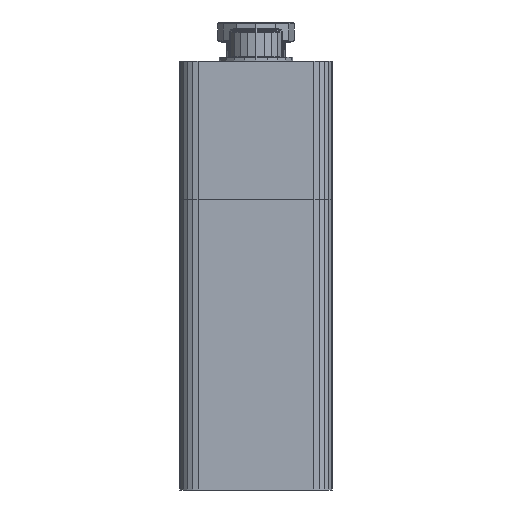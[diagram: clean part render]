
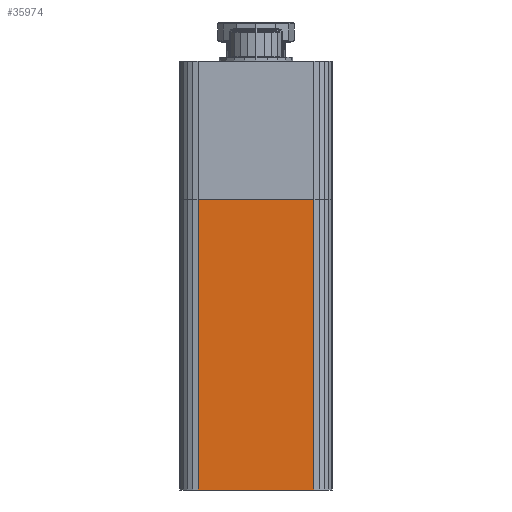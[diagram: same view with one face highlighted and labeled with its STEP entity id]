
A CAD part, left-side view. The second image highlights one B-rep face of the part: STEP entity #35974.
In plain terms, the highlighted planar face has unit normal (-1, 0, 0).
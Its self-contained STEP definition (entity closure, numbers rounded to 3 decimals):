
#27536 = PLANE('',#27537);
#27537 = AXIS2_PLACEMENT_3D('',#27538,#27539,#27540);
#27538 = CARTESIAN_POINT('',(-1.,-16.,0.));
#27539 = DIRECTION('',(-0.,-0.,-1.));
#27540 = DIRECTION('',(-1.,0.,0.));
#27590 = PLANE('',#27591);
#27591 = AXIS2_PLACEMENT_3D('',#27592,#27593,#27594);
#27592 = CARTESIAN_POINT('',(-1.,-16.,
    31.397));
#27593 = DIRECTION('',(0.,0.,1.));
#27594 = DIRECTION('',(0.,1.,-0.));
#31208 = VERTEX_POINT('',#31209);
#31209 = CARTESIAN_POINT('',(-13.75,-22.266,0.));
#31223 = PLANE('',#31224);
#31224 = AXIS2_PLACEMENT_3D('',#31225,#31226,#31227);
#31225 = CARTESIAN_POINT('',(-13.702,-22.566,
    15.698));
#31226 = DIRECTION('',(-0.987,-0.158,-0.));
#31227 = DIRECTION('',(0.158,-0.987,0.));
#31235 = EDGE_CURVE('',#31236,#31208,#31238,.T.);
#31236 = VERTEX_POINT('',#31237);
#31237 = CARTESIAN_POINT('',(-13.75,-9.734,0.));
#31238 = SURFACE_CURVE('',#31239,(#31243,#31250),.PCURVE_S1.);
#31239 = LINE('',#31240,#31241);
#31240 = CARTESIAN_POINT('',(-13.75,-9.734,0.));
#31241 = VECTOR('',#31242,1.);
#31242 = DIRECTION('',(0.,-1.,0.));
#31243 = PCURVE('',#27536,#31244);
#31244 = DEFINITIONAL_REPRESENTATION('',(#31245),#31249);
#31245 = LINE('',#31246,#31247);
#31246 = CARTESIAN_POINT('',(12.75,6.266));
#31247 = VECTOR('',#31248,1.);
#31248 = DIRECTION('',(0.,-1.));
#31249 = ( GEOMETRIC_REPRESENTATION_CONTEXT(2) 
PARAMETRIC_REPRESENTATION_CONTEXT() REPRESENTATION_CONTEXT('2D SPACE',''
  ) );
#31250 = PCURVE('',#31251,#31256);
#31251 = PLANE('',#31252);
#31252 = AXIS2_PLACEMENT_3D('',#31253,#31254,#31255);
#31253 = CARTESIAN_POINT('',(-13.75,-16.,15.698));
#31254 = DIRECTION('',(-1.,-0.,-0.));
#31255 = DIRECTION('',(0.,0.,-1.));
#31256 = DEFINITIONAL_REPRESENTATION('',(#31257),#31261);
#31257 = LINE('',#31258,#31259);
#31258 = CARTESIAN_POINT('',(15.698,-6.266));
#31259 = VECTOR('',#31260,1.);
#31260 = DIRECTION('',(0.,1.));
#31261 = ( GEOMETRIC_REPRESENTATION_CONTEXT(2) 
PARAMETRIC_REPRESENTATION_CONTEXT() REPRESENTATION_CONTEXT('2D SPACE',''
  ) );
#31279 = PLANE('',#31280);
#31280 = AXIS2_PLACEMENT_3D('',#31281,#31282,#31283);
#31281 = CARTESIAN_POINT('',(-13.702,-9.434,
    15.698));
#31282 = DIRECTION('',(-0.988,0.156,-0.));
#31283 = DIRECTION('',(-0.156,-0.988,0.));
#32471 = VERTEX_POINT('',#32472);
#32472 = CARTESIAN_POINT('',(-13.75,-9.734,31.397));
#32493 = EDGE_CURVE('',#32494,#32471,#32496,.T.);
#32494 = VERTEX_POINT('',#32495);
#32495 = CARTESIAN_POINT('',(-13.75,-22.266,31.397));
#32496 = SURFACE_CURVE('',#32497,(#32501,#32508),.PCURVE_S1.);
#32497 = LINE('',#32498,#32499);
#32498 = CARTESIAN_POINT('',(-13.75,-22.266,31.397));
#32499 = VECTOR('',#32500,1.);
#32500 = DIRECTION('',(0.,1.,0.));
#32501 = PCURVE('',#27590,#32502);
#32502 = DEFINITIONAL_REPRESENTATION('',(#32503),#32507);
#32503 = LINE('',#32504,#32505);
#32504 = CARTESIAN_POINT('',(-6.266,12.75));
#32505 = VECTOR('',#32506,1.);
#32506 = DIRECTION('',(1.,0.));
#32507 = ( GEOMETRIC_REPRESENTATION_CONTEXT(2) 
PARAMETRIC_REPRESENTATION_CONTEXT() REPRESENTATION_CONTEXT('2D SPACE',''
  ) );
#32508 = PCURVE('',#31251,#32509);
#32509 = DEFINITIONAL_REPRESENTATION('',(#32510),#32514);
#32510 = LINE('',#32511,#32512);
#32511 = CARTESIAN_POINT('',(-15.698,6.266));
#32512 = VECTOR('',#32513,1.);
#32513 = DIRECTION('',(0.,-1.));
#32514 = ( GEOMETRIC_REPRESENTATION_CONTEXT(2) 
PARAMETRIC_REPRESENTATION_CONTEXT() REPRESENTATION_CONTEXT('2D SPACE',''
  ) );
#35974 = ADVANCED_FACE('',(#35975),#31251,.T.);
#35975 = FACE_BOUND('',#35976,.T.);
#35976 = EDGE_LOOP('',(#35977,#35978,#35999,#36000));
#35977 = ORIENTED_EDGE('',*,*,#31235,.T.);
#35978 = ORIENTED_EDGE('',*,*,#35979,.T.);
#35979 = EDGE_CURVE('',#31208,#32494,#35980,.T.);
#35980 = SURFACE_CURVE('',#35981,(#35985,#35992),.PCURVE_S1.);
#35981 = LINE('',#35982,#35983);
#35982 = CARTESIAN_POINT('',(-13.75,-22.266,0.));
#35983 = VECTOR('',#35984,1.);
#35984 = DIRECTION('',(0.,0.,1.));
#35985 = PCURVE('',#31251,#35986);
#35986 = DEFINITIONAL_REPRESENTATION('',(#35987),#35991);
#35987 = LINE('',#35988,#35989);
#35988 = CARTESIAN_POINT('',(15.698,6.266));
#35989 = VECTOR('',#35990,1.);
#35990 = DIRECTION('',(-1.,0.));
#35991 = ( GEOMETRIC_REPRESENTATION_CONTEXT(2) 
PARAMETRIC_REPRESENTATION_CONTEXT() REPRESENTATION_CONTEXT('2D SPACE',''
  ) );
#35992 = PCURVE('',#31223,#35993);
#35993 = DEFINITIONAL_REPRESENTATION('',(#35994),#35998);
#35994 = LINE('',#35995,#35996);
#35995 = CARTESIAN_POINT('',(-0.304,-15.698));
#35996 = VECTOR('',#35997,1.);
#35997 = DIRECTION('',(0.,1.));
#35998 = ( GEOMETRIC_REPRESENTATION_CONTEXT(2) 
PARAMETRIC_REPRESENTATION_CONTEXT() REPRESENTATION_CONTEXT('2D SPACE',''
  ) );
#35999 = ORIENTED_EDGE('',*,*,#32493,.T.);
#36000 = ORIENTED_EDGE('',*,*,#36001,.T.);
#36001 = EDGE_CURVE('',#32471,#31236,#36002,.T.);
#36002 = SURFACE_CURVE('',#36003,(#36007,#36014),.PCURVE_S1.);
#36003 = LINE('',#36004,#36005);
#36004 = CARTESIAN_POINT('',(-13.75,-9.734,31.397));
#36005 = VECTOR('',#36006,1.);
#36006 = DIRECTION('',(0.,0.,-1.));
#36007 = PCURVE('',#31251,#36008);
#36008 = DEFINITIONAL_REPRESENTATION('',(#36009),#36013);
#36009 = LINE('',#36010,#36011);
#36010 = CARTESIAN_POINT('',(-15.698,-6.266));
#36011 = VECTOR('',#36012,1.);
#36012 = DIRECTION('',(1.,0.));
#36013 = ( GEOMETRIC_REPRESENTATION_CONTEXT(2) 
PARAMETRIC_REPRESENTATION_CONTEXT() REPRESENTATION_CONTEXT('2D SPACE',''
  ) );
#36014 = PCURVE('',#31279,#36015);
#36015 = DEFINITIONAL_REPRESENTATION('',(#36016),#36020);
#36016 = LINE('',#36017,#36018);
#36017 = CARTESIAN_POINT('',(0.304,15.698));
#36018 = VECTOR('',#36019,1.);
#36019 = DIRECTION('',(-0.,-1.));
#36020 = ( GEOMETRIC_REPRESENTATION_CONTEXT(2) 
PARAMETRIC_REPRESENTATION_CONTEXT() REPRESENTATION_CONTEXT('2D SPACE',''
  ) );
